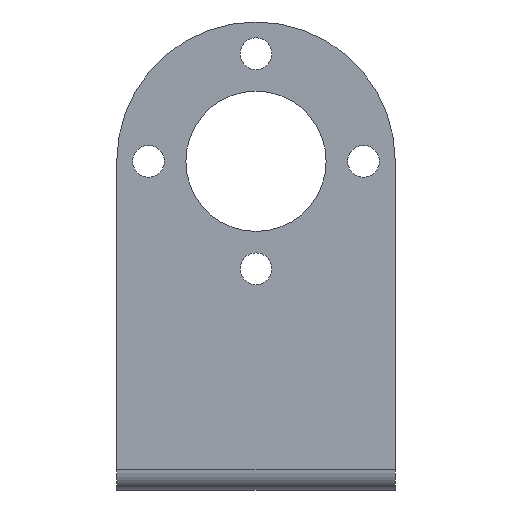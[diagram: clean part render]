
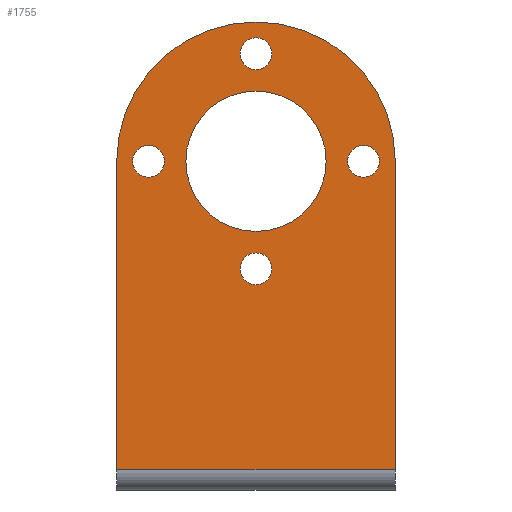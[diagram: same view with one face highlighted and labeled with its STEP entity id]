
A CAD part, front view. The second image highlights one B-rep face of the part: STEP entity #1755.
In plain terms, the highlighted planar face has unit normal (0, -1, 0).
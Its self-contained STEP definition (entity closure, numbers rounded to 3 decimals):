
#7 = AXIS2_PLACEMENT_3D ( 'NONE', #401, #2852, #1855 ) ;
#15 = VECTOR ( 'NONE', #1047, 1000. ) ;
#36 = ORIENTED_EDGE ( 'NONE', *, *, #2191, .F. ) ;
#70 = EDGE_CURVE ( 'NONE', #3011, #2295, #3096, .T. ) ;
#82 = CARTESIAN_POINT ( 'NONE',  ( 8.3, -5.8, 0. ) ) ;
#90 = VERTEX_POINT ( 'NONE', #1874 ) ;
#150 = AXIS2_PLACEMENT_3D ( 'NONE', #2550, #2806, #2756 ) ;
#159 = ORIENTED_EDGE ( 'NONE', *, *, #2803, .F. ) ;
#201 = DIRECTION ( 'NONE',  ( -1., 0., 0. ) ) ;
#220 = CIRCLE ( 'NONE', #2553, 1.55 ) ;
#234 = VECTOR ( 'NONE', #1928, 1000. ) ;
#248 = LINE ( 'NONE', #953, #234 ) ;
#287 = CARTESIAN_POINT ( 'NONE',  ( 18.8, -5.8, -10.5 ) ) ;
#291 = ORIENTED_EDGE ( 'NONE', *, *, #1121, .F. ) ;
#313 = VERTEX_POINT ( 'NONE', #2499 ) ;
#319 = DIRECTION ( 'NONE',  ( 0., -1., 0. ) ) ;
#331 = FACE_BOUND ( 'NONE', #1789, .T. ) ;
#350 = CARTESIAN_POINT ( 'NONE',  ( 5.2, -5.8, -32.1 ) ) ;
#361 = DIRECTION ( 'NONE',  ( -1., 0., 0. ) ) ;
#362 = AXIS2_PLACEMENT_3D ( 'NONE', #350, #2762, #588 ) ;
#364 = ORIENTED_EDGE ( 'NONE', *, *, #2214, .F. ) ;
#370 = ORIENTED_EDGE ( 'NONE', *, *, #829, .F. ) ;
#393 = EDGE_CURVE ( 'NONE', #2770, #1215, #1986, .T. ) ;
#401 = CARTESIAN_POINT ( 'NONE',  ( 18.8, -5.8, 10.5 ) ) ;
#425 = VERTEX_POINT ( 'NONE', #2805 ) ;
#476 = CIRCLE ( 'NONE', #2315, 1.55 ) ;
#522 = DIRECTION ( 'NONE',  ( 0., 1., 0. ) ) ;
#547 = CARTESIAN_POINT ( 'NONE',  ( 30.85, -5.8, 0. ) ) ;
#558 = VERTEX_POINT ( 'NONE', #1621 ) ;
#568 = FACE_BOUND ( 'NONE', #1258, .T. ) ;
#588 = DIRECTION ( 'NONE',  ( 0., 0., -1. ) ) ;
#633 = CARTESIAN_POINT ( 'NONE',  ( 29.3, -5.8, 0. ) ) ;
#729 = CARTESIAN_POINT ( 'NONE',  ( 32.4, -5.8, 0. ) ) ;
#737 = CIRCLE ( 'NONE', #2412, 1.55 ) ;
#772 = DIRECTION ( 'NONE',  ( 0., -1., 0. ) ) ;
#793 = AXIS2_PLACEMENT_3D ( 'NONE', #3018, #1565, #361 ) ;
#829 = EDGE_CURVE ( 'NONE', #313, #1710, #737, .T. ) ;
#837 = EDGE_LOOP ( 'NONE', ( #1214, #159 ) ) ;
#839 = VERTEX_POINT ( 'NONE', #1280 ) ;
#900 = CIRCLE ( 'NONE', #793, 6.85 ) ;
#914 = AXIS2_PLACEMENT_3D ( 'NONE', #1827, #2268, #1536 ) ;
#921 = DIRECTION ( 'NONE',  ( 0., -1., 0. ) ) ;
#923 = AXIS2_PLACEMENT_3D ( 'NONE', #1763, #921, #201 ) ;
#946 = EDGE_LOOP ( 'NONE', ( #2379, #2557, #1643, #2994 ) ) ;
#953 = CARTESIAN_POINT ( 'NONE',  ( 5.2, -5.8, -30.1 ) ) ;
#1003 = CARTESIAN_POINT ( 'NONE',  ( 5.2, -5.8, -30.1 ) ) ;
#1016 = FACE_BOUND ( 'NONE', #1053, .T. ) ;
#1047 = DIRECTION ( 'NONE',  ( 0., 0., 1. ) ) ;
#1051 = ORIENTED_EDGE ( 'NONE', *, *, #2645, .F. ) ;
#1053 = EDGE_LOOP ( 'NONE', ( #370, #291 ) ) ;
#1058 = DIRECTION ( 'NONE',  ( -1., 0., 0. ) ) ;
#1073 = PLANE ( 'NONE',  #362 ) ;
#1075 = DIRECTION ( 'NONE',  ( -1., 0., 0. ) ) ;
#1121 = EDGE_CURVE ( 'NONE', #1710, #313, #476, .T. ) ;
#1158 = CARTESIAN_POINT ( 'NONE',  ( 18.8, -5.8, -10.5 ) ) ;
#1168 = DIRECTION ( 'NONE',  ( 0., -1., 0. ) ) ;
#1178 = VECTOR ( 'NONE', #3032, 1000. ) ;
#1214 = ORIENTED_EDGE ( 'NONE', *, *, #3086, .F. ) ;
#1215 = VERTEX_POINT ( 'NONE', #1003 ) ;
#1258 = EDGE_LOOP ( 'NONE', ( #1051, #36 ) ) ;
#1280 = CARTESIAN_POINT ( 'NONE',  ( 5.2, -5.8, 0. ) ) ;
#1281 = EDGE_LOOP ( 'NONE', ( #364, #1908 ) ) ;
#1283 = VERTEX_POINT ( 'NONE', #729 ) ;
#1298 = EDGE_CURVE ( 'NONE', #839, #1283, #1395, .T. ) ;
#1324 = VERTEX_POINT ( 'NONE', #1979 ) ;
#1387 = ORIENTED_EDGE ( 'NONE', *, *, #70, .F. ) ;
#1390 = CARTESIAN_POINT ( 'NONE',  ( 32.4, -5.8, -30.1 ) ) ;
#1395 = CIRCLE ( 'NONE', #2608, 13.6 ) ;
#1536 = DIRECTION ( 'NONE',  ( 1., 0., 0. ) ) ;
#1563 = LINE ( 'NONE', #2548, #15 ) ;
#1565 = DIRECTION ( 'NONE',  ( 0., -1., 0. ) ) ;
#1578 = DIRECTION ( 'NONE',  ( 0., -1., 0. ) ) ;
#1621 = CARTESIAN_POINT ( 'NONE',  ( 11.95, -5.8, 0. ) ) ;
#1643 = ORIENTED_EDGE ( 'NONE', *, *, #1900, .F. ) ;
#1657 = EDGE_CURVE ( 'NONE', #2552, #558, #2337, .T. ) ;
#1710 = VERTEX_POINT ( 'NONE', #3003 ) ;
#1719 = CARTESIAN_POINT ( 'NONE',  ( 18.8, -5.8, 0. ) ) ;
#1755 = ADVANCED_FACE ( 'NONE', ( #2741, #568, #2228, #1016, #331, #1793 ), #1073, .T. ) ;
#1763 = CARTESIAN_POINT ( 'NONE',  ( 29.3, -5.8, 0. ) ) ;
#1789 = EDGE_LOOP ( 'NONE', ( #2724, #1387 ) ) ;
#1793 = FACE_OUTER_BOUND ( 'NONE', #946, .T. ) ;
#1827 = CARTESIAN_POINT ( 'NONE',  ( 18.8, -5.8, 0. ) ) ;
#1842 = AXIS2_PLACEMENT_3D ( 'NONE', #1158, #2804, #2341 ) ;
#1855 = DIRECTION ( 'NONE',  ( 1., 0., 0. ) ) ;
#1874 = CARTESIAN_POINT ( 'NONE',  ( 27.75, -5.8, 0. ) ) ;
#1900 = EDGE_CURVE ( 'NONE', #1215, #839, #248, .T. ) ;
#1908 = ORIENTED_EDGE ( 'NONE', *, *, #1657, .F. ) ;
#1928 = DIRECTION ( 'NONE',  ( 0., 0., 1. ) ) ;
#1979 = CARTESIAN_POINT ( 'NONE',  ( 20.35, -5.8, -10.5 ) ) ;
#1986 = LINE ( 'NONE', #2956, #1178 ) ;
#2022 = VERTEX_POINT ( 'NONE', #547 ) ;
#2066 = CIRCLE ( 'NONE', #2979, 1.55 ) ;
#2137 = DIRECTION ( 'NONE',  ( 1., 0., 0. ) ) ;
#2167 = EDGE_CURVE ( 'NONE', #2295, #3011, #2263, .T. ) ;
#2191 = EDGE_CURVE ( 'NONE', #2022, #90, #2066, .T. ) ;
#2214 = EDGE_CURVE ( 'NONE', #558, #2552, #900, .T. ) ;
#2228 = FACE_BOUND ( 'NONE', #837, .T. ) ;
#2239 = CIRCLE ( 'NONE', #923, 1.55 ) ;
#2263 = CIRCLE ( 'NONE', #150, 1.55 ) ;
#2268 = DIRECTION ( 'NONE',  ( 0., -1., 0. ) ) ;
#2295 = VERTEX_POINT ( 'NONE', #3028 ) ;
#2315 = AXIS2_PLACEMENT_3D ( 'NONE', #2381, #1168, #2137 ) ;
#2337 = CIRCLE ( 'NONE', #914, 6.85 ) ;
#2341 = DIRECTION ( 'NONE',  ( 1., 0., 0. ) ) ;
#2379 = ORIENTED_EDGE ( 'NONE', *, *, #2623, .T. ) ;
#2381 = CARTESIAN_POINT ( 'NONE',  ( 8.3, -5.8, 0. ) ) ;
#2412 = AXIS2_PLACEMENT_3D ( 'NONE', #82, #319, #1058 ) ;
#2462 = CARTESIAN_POINT ( 'NONE',  ( 20.35, -5.8, 10.5 ) ) ;
#2499 = CARTESIAN_POINT ( 'NONE',  ( 6.75, -5.8, 0. ) ) ;
#2514 = CARTESIAN_POINT ( 'NONE',  ( 25.65, -5.8, 0. ) ) ;
#2548 = CARTESIAN_POINT ( 'NONE',  ( 32.4, -5.8, -30.1 ) ) ;
#2550 = CARTESIAN_POINT ( 'NONE',  ( 18.8, -5.8, 10.5 ) ) ;
#2552 = VERTEX_POINT ( 'NONE', #2514 ) ;
#2553 = AXIS2_PLACEMENT_3D ( 'NONE', #287, #772, #1075 ) ;
#2557 = ORIENTED_EDGE ( 'NONE', *, *, #1298, .F. ) ;
#2570 = DIRECTION ( 'NONE',  ( 1., 0., 0. ) ) ;
#2608 = AXIS2_PLACEMENT_3D ( 'NONE', #1719, #522, #2694 ) ;
#2623 = EDGE_CURVE ( 'NONE', #2770, #1283, #1563, .T. ) ;
#2645 = EDGE_CURVE ( 'NONE', #90, #2022, #2239, .T. ) ;
#2694 = DIRECTION ( 'NONE',  ( -1., 0., 0. ) ) ;
#2724 = ORIENTED_EDGE ( 'NONE', *, *, #2167, .F. ) ;
#2741 = FACE_BOUND ( 'NONE', #1281, .T. ) ;
#2753 = CIRCLE ( 'NONE', #1842, 1.55 ) ;
#2756 = DIRECTION ( 'NONE',  ( -1., 0., 0. ) ) ;
#2762 = DIRECTION ( 'NONE',  ( 0., -1., 0. ) ) ;
#2770 = VERTEX_POINT ( 'NONE', #1390 ) ;
#2803 = EDGE_CURVE ( 'NONE', #1324, #425, #2753, .T. ) ;
#2804 = DIRECTION ( 'NONE',  ( 0., -1., 0. ) ) ;
#2805 = CARTESIAN_POINT ( 'NONE',  ( 17.25, -5.8, -10.5 ) ) ;
#2806 = DIRECTION ( 'NONE',  ( 0., -1., 0. ) ) ;
#2852 = DIRECTION ( 'NONE',  ( 0., -1., 0. ) ) ;
#2956 = CARTESIAN_POINT ( 'NONE',  ( 32.4, -5.8, -30.1 ) ) ;
#2979 = AXIS2_PLACEMENT_3D ( 'NONE', #633, #1578, #2570 ) ;
#2994 = ORIENTED_EDGE ( 'NONE', *, *, #393, .F. ) ;
#3003 = CARTESIAN_POINT ( 'NONE',  ( 9.85, -5.8, 0. ) ) ;
#3011 = VERTEX_POINT ( 'NONE', #2462 ) ;
#3018 = CARTESIAN_POINT ( 'NONE',  ( 18.8, -5.8, 0. ) ) ;
#3028 = CARTESIAN_POINT ( 'NONE',  ( 17.25, -5.8, 10.5 ) ) ;
#3032 = DIRECTION ( 'NONE',  ( -1., 0., 0. ) ) ;
#3086 = EDGE_CURVE ( 'NONE', #425, #1324, #220, .T. ) ;
#3096 = CIRCLE ( 'NONE', #7, 1.55 ) ;
